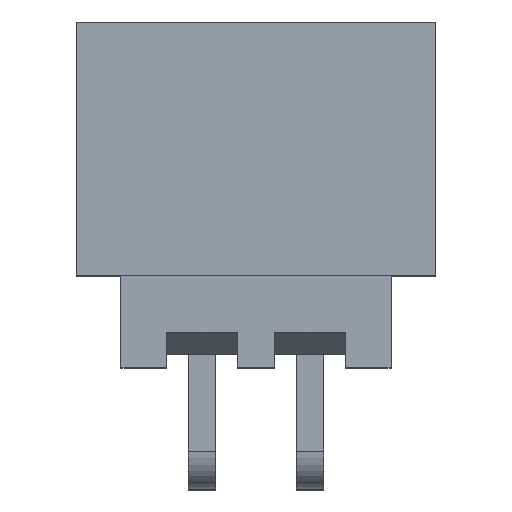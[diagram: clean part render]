
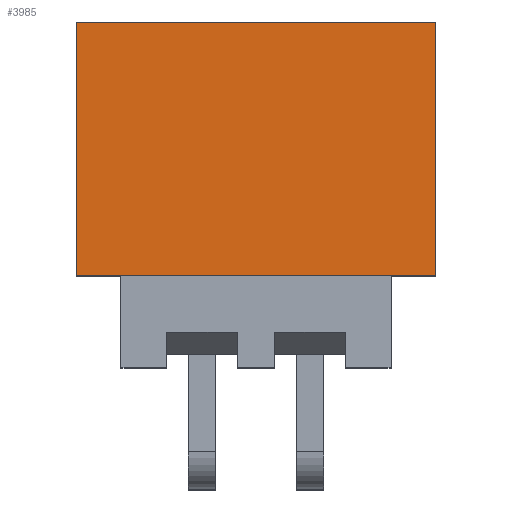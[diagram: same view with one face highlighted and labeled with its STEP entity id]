
A CAD part, top view. The second image highlights one B-rep face of the part: STEP entity #3985.
In plain terms, the highlighted planar face has unit normal (0, 0, 1).
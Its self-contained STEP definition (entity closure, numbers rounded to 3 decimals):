
#1269=DIRECTION('',(0.,-1.,0.));
#1270=VECTOR('',#1269,4.7);
#1271=CARTESIAN_POINT('',(-3.325,3.2,3.15));
#1272=LINE('',#1271,#1270);
#1273=DIRECTION('',(-1.,0.,0.));
#1274=VECTOR('',#1273,6.65);
#1275=CARTESIAN_POINT('',(3.325,3.2,3.15));
#1276=LINE('',#1275,#1274);
#1277=DIRECTION('',(0.,1.,0.));
#1278=VECTOR('',#1277,4.7);
#1279=CARTESIAN_POINT('',(3.325,-1.5,3.15));
#1280=LINE('',#1279,#1278);
#1281=DIRECTION('',(1.,0.,0.));
#1282=VECTOR('',#1281,6.65);
#1283=CARTESIAN_POINT('',(-3.325,-1.5,3.15));
#1284=LINE('',#1283,#1282);
#1685=CARTESIAN_POINT('',(3.325,3.2,3.15));
#1686=CARTESIAN_POINT('',(-3.325,3.2,3.15));
#1687=VERTEX_POINT('',#1685);
#1688=VERTEX_POINT('',#1686);
#1709=CARTESIAN_POINT('',(-3.325,-1.5,3.15));
#1710=VERTEX_POINT('',#1709);
#1711=CARTESIAN_POINT('',(3.325,-1.5,3.15));
#1712=VERTEX_POINT('',#1711);
#3974=CARTESIAN_POINT('',(0.,0.,3.15));
#3975=DIRECTION('',(0.,0.,1.));
#3976=DIRECTION('',(1.,0.,0.));
#3977=AXIS2_PLACEMENT_3D('',#3974,#3975,#3976);
#3978=PLANE('',#3977);
#3979=ORIENTED_EDGE('',*,*,#2242,.F.);
#3980=ORIENTED_EDGE('',*,*,#2297,.F.);
#3981=ORIENTED_EDGE('',*,*,#2322,.F.);
#3982=ORIENTED_EDGE('',*,*,#3949,.F.);
#3983=EDGE_LOOP('',(#3979,#3980,#3981,#3982));
#3984=FACE_OUTER_BOUND('',#3983,.F.);
#3985=ADVANCED_FACE('',(#3984),#3978,.T.);
#2242=EDGE_CURVE('',#1688,#1710,#1272,.T.);
#2297=EDGE_CURVE('',#1687,#1688,#1276,.T.);
#2322=EDGE_CURVE('',#1712,#1687,#1280,.T.);
#3949=EDGE_CURVE('',#1710,#1712,#1284,.T.);
